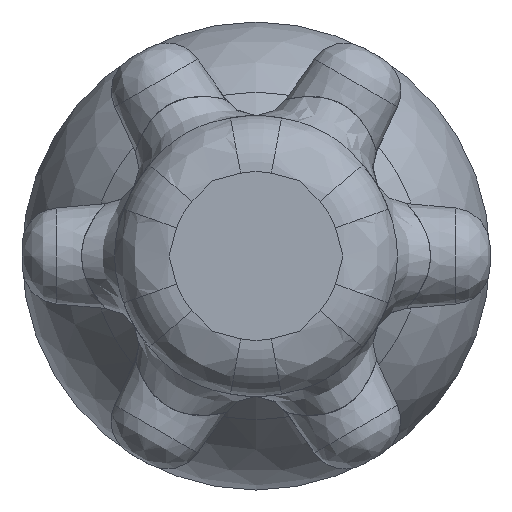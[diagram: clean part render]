
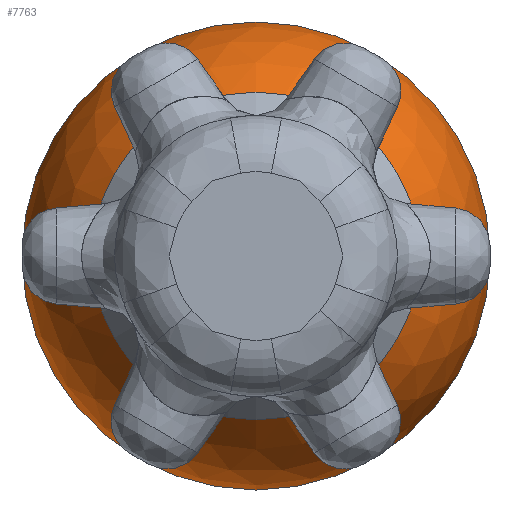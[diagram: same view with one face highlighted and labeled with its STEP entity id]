
A CAD part, front view. The second image highlights one B-rep face of the part: STEP entity #7763.
In plain terms, the highlighted spherical face has radius 1.25 mm.
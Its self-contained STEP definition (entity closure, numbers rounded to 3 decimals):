
#13=SPHERICAL_SURFACE('',#8533,1.25);
#1638=FACE_OUTER_BOUND('',#2061,.T.);
#2061=EDGE_LOOP('',(#7236,#7237,#7238,#7239,#7240,#7241));
#2585=CIRCLE('',#8527,1.25);
#2586=CIRCLE('',#8528,1.25);
#2588=CIRCLE('',#8531,0.875);
#2589=CIRCLE('',#8532,0.875);
#2590=CIRCLE('',#8534,1.25);
#3437=VERTEX_POINT('',#30802);
#3438=VERTEX_POINT('',#30804);
#3439=VERTEX_POINT('',#30808);
#3440=VERTEX_POINT('',#30810);
#4703=EDGE_CURVE('',#3438,#3437,#2585,.T.);
#4704=EDGE_CURVE('',#3437,#3438,#2586,.T.);
#4706=EDGE_CURVE('',#3439,#3440,#2588,.T.);
#4707=EDGE_CURVE('',#3440,#3439,#2589,.T.);
#4708=EDGE_CURVE('',#3438,#3440,#2590,.T.);
#7236=ORIENTED_EDGE('',*,*,#4703,.T.);
#7237=ORIENTED_EDGE('',*,*,#4704,.T.);
#7238=ORIENTED_EDGE('',*,*,#4708,.T.);
#7239=ORIENTED_EDGE('',*,*,#4706,.F.);
#7240=ORIENTED_EDGE('',*,*,#4707,.F.);
#7241=ORIENTED_EDGE('',*,*,#4708,.F.);
#7763=ADVANCED_FACE('',(#1638),#13,.T.);
#8527=AXIS2_PLACEMENT_3D('',#30805,#10161,#10162);
#8528=AXIS2_PLACEMENT_3D('',#30806,#10163,#10164);
#8531=AXIS2_PLACEMENT_3D('',#30811,#10169,#10170);
#8532=AXIS2_PLACEMENT_3D('',#30812,#10171,#10172);
#8533=AXIS2_PLACEMENT_3D('',#30813,#10173,#10174);
#8534=AXIS2_PLACEMENT_3D('',#30814,#10175,#10176);
#10161=DIRECTION('center_axis',(0.,-1.,0.));
#10162=DIRECTION('ref_axis',(-1.,0.,0.));
#10163=DIRECTION('center_axis',(0.,-1.,0.));
#10164=DIRECTION('ref_axis',(-1.,0.,0.));
#10169=DIRECTION('center_axis',(0.,-1.,0.));
#10170=DIRECTION('ref_axis',(-1.,0.,0.));
#10171=DIRECTION('center_axis',(0.,-1.,0.));
#10172=DIRECTION('ref_axis',(-1.,0.,0.));
#10173=DIRECTION('center_axis',(0.,1.,0.));
#10174=DIRECTION('ref_axis',(-1.,0.,0.));
#10175=DIRECTION('center_axis',(0.,0.,-1.));
#10176=DIRECTION('ref_axis',(1.,0.,0.));
#30802=CARTESIAN_POINT('',(-1.25,1.146,0.));
#30804=CARTESIAN_POINT('',(1.25,1.146,0.));
#30805=CARTESIAN_POINT('Origin',(0.,1.146,0.));
#30806=CARTESIAN_POINT('Origin',(0.,1.146,0.));
#30808=CARTESIAN_POINT('',(0.,0.253,-0.875));
#30810=CARTESIAN_POINT('',(0.875,0.253,0.));
#30811=CARTESIAN_POINT('Origin',(0.,0.253,0.));
#30812=CARTESIAN_POINT('Origin',(0.,0.253,0.));
#30813=CARTESIAN_POINT('Origin',(0.,1.146,0.));
#30814=CARTESIAN_POINT('Origin',(0.,1.146,0.));
